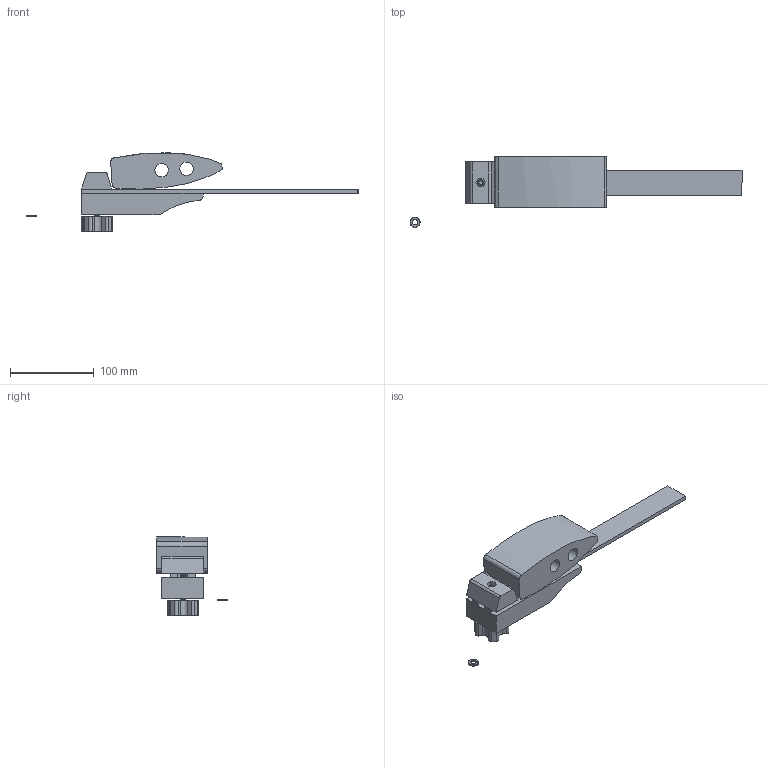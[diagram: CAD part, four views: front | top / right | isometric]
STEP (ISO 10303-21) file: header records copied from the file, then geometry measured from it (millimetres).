
FILE_DESCRIPTION(/* description */ (''),/* implementation_level */ '2;1');
FILE_NAME(/* name */ '28415139-8f23-46cc-8290-92380527110c.stp',/* time_stamp */ '2025-10-02T00:15:37Z',/* author */ (''),/* organization */ (''),/* preprocessor_version */ 'ST-DEVELOPER v20.1',/* originating_system */ 'Autodesk Translation Framework v14.21.0.0',/* authorisation */ '');
FILE_SCHEMA (('AUTOMOTIVE_DESIGN { 1 0 10303 214 3 1 1 }'));
Length unit declared in the file: millimetre
Products named in the file (9): Daxophone; Soundboard; 95505A601_Medium-Strength Steel Hex Nut; Tongue; Top Clamp; Bottom Clamp; 91310A128_High-Strength Class 10.9 Steel Hex Head Screw; 91166A250_Zinc-Plated Steel Washer; Dax
Assembly tree (8 placements, depth 3):
  Daxophone
    Soundboard
      95505A601_Medium-Strength Steel Hex Nut
    Tongue
    Top Clamp
    Bottom Clamp
      91310A128_High-Strength Class 10.9 Steel Hex Head Screw
      91166A250_Zinc-Plated Steel Washer
    Dax
Bounding box: 396.44 x 83.88 x 93.34 mm (x, y, z)
Volume: 476916.4 mm3; surface area: 94867.1 mm2
Topology: 8 solids, 8 shells, 345 faces, 925 edges, 610 vertices
Faces by surface type: cylinder 171, plane 110, bspline 33, cone 21, torus 10
Full cylindrical faces by diameter (mm): 4.7 x2, 4.701 x58, 6 x58, 6.35 x4, 6.4 x1, 7 x1, 8 x2, 8.774 x2, 12 x1, 16 x2
Entity records: 21518 total; most frequent: CARTESIAN_POINT 13471, ORIENTED_EDGE 1850, DIRECTION 1347, EDGE_CURVE 925, VERTEX_POINT 610, AXIS2_PLACEMENT_3D 466, LINE 415, VECTOR 415
